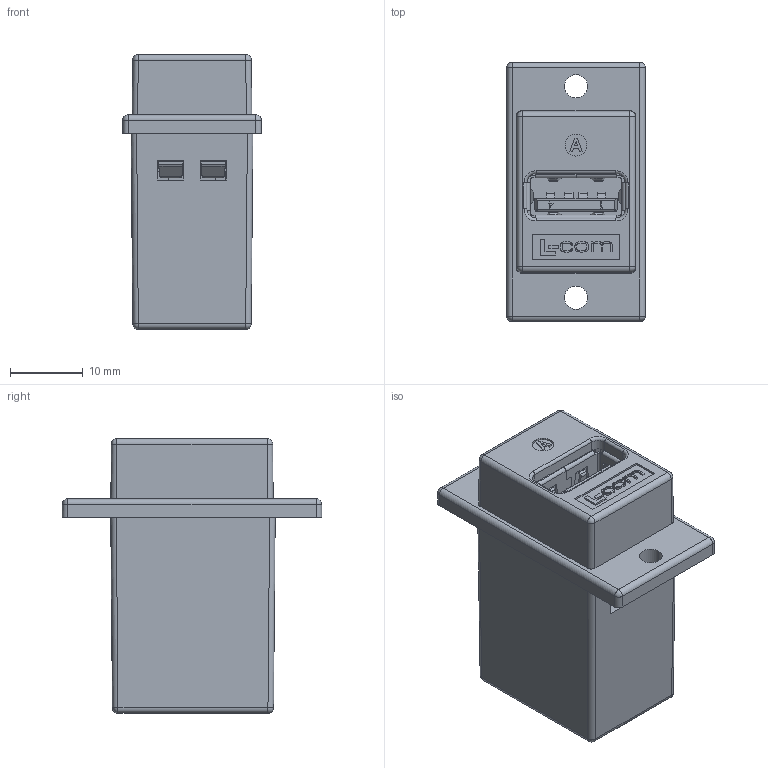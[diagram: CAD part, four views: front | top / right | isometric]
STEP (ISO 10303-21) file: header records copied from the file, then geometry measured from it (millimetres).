
FILE_DESCRIPTION (( 'STEP AP214' ), '1' );
FILE_NAME ('ECF504-UAAS.STEP', '2018-12-10T13:59:09', ( '' ), ( '' ), 'SwSTEP 2.0', 'SolidWorks 2017', '' );
FILE_SCHEMA (( 'AUTOMOTIVE_DESIGN' ));
Length unit declared in the file: inch
Products named in the file (7): 1AA05-019___; 1AM07-030_AS INSTALLED IN ECF504-UAAS; 1BC01-008; ECF504-UAAS; 1AG01-067_TYPE B; 1AG01-065; 3AC11-008_Suzhou Connectors
Assembly tree (7 placements, depth 3):
  ECF504-UAAS
    1AM07-030_AS INSTALLED IN ECF504-UAAS
    3AC11-008_Suzhou Connectors
      1BC01-008
      1AA05-019___  x2
    1AG01-065
    1AG01-067_TYPE B
Bounding box: 19.05 x 35.56 x 37.67 mm (x, y, z)
Volume: 8124.1 mm3; surface area: 12324.4 mm2
Topology: 6 solids, 6 shells, 2108 faces, 5867 edges, 3834 vertices
Faces by surface type: plane 1292, cylinder 486, bspline 266, torus 40, cone 12, sphere 12
Entity records: 71558 total; most frequent: CARTESIAN_POINT 22363, ORIENTED_EDGE 9098, DIRECTION 7169, EDGE_CURVE 4549, VECTOR 3243, LINE 3243, VERTEX_POINT 2976, AXIS2_PLACEMENT_3D 1963
